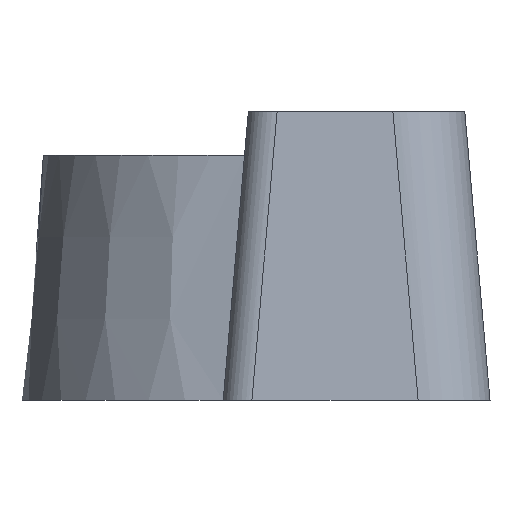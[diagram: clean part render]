
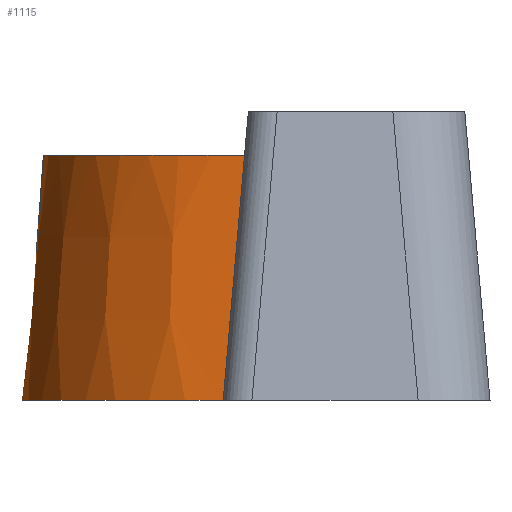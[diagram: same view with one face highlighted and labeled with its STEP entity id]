
A CAD part, front view. The second image highlights one B-rep face of the part: STEP entity #1115.
In plain terms, the highlighted conical face has half-angle 5 degrees and reference radius 14 mm.
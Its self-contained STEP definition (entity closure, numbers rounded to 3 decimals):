
#21=(
BOUNDED_CURVE()
B_SPLINE_CURVE(2,(#1935,#1936,#1937),.UNSPECIFIED.,.F.,.F.)
B_SPLINE_CURVE_WITH_KNOTS((3,3),(0.,0.698),.UNSPECIFIED.)
CURVE()
GEOMETRIC_REPRESENTATION_ITEM()
RATIONAL_B_SPLINE_CURVE((1.,1.,1.))
REPRESENTATION_ITEM('')
);
#24=(
BOUNDED_CURVE()
B_SPLINE_CURVE(2,(#1945,#1946,#1947),.UNSPECIFIED.,.F.,.F.)
B_SPLINE_CURVE_WITH_KNOTS((3,3),(0.313,1.011),
 .UNSPECIFIED.)
CURVE()
GEOMETRIC_REPRESENTATION_ITEM()
RATIONAL_B_SPLINE_CURVE((1.,1.,1.))
REPRESENTATION_ITEM('')
);
#25=(
BOUNDED_CURVE()
B_SPLINE_CURVE(2,(#1965,#1966,#1967),.UNSPECIFIED.,.F.,.F.)
B_SPLINE_CURVE_WITH_KNOTS((3,3),(-1.886,-0.19),
 .UNSPECIFIED.)
CURVE()
GEOMETRIC_REPRESENTATION_ITEM()
RATIONAL_B_SPLINE_CURVE((1.,1.,1.))
REPRESENTATION_ITEM('')
);
#26=(
BOUNDED_CURVE()
B_SPLINE_CURVE(2,(#1984,#1985,#1986),.UNSPECIFIED.,.F.,.F.)
B_SPLINE_CURVE_WITH_KNOTS((3,3),(-1.886,-0.19),
 .UNSPECIFIED.)
CURVE()
GEOMETRIC_REPRESENTATION_ITEM()
RATIONAL_B_SPLINE_CURVE((1.,1.,1.))
REPRESENTATION_ITEM('')
);
#172=FACE_OUTER_BOUND('',#241,.T.);
#241=EDGE_LOOP('',(#1019,#1020,#1021,#1022,#1023,#1024,#1025,#1026));
#425=CIRCLE('',#1159,14.875);
#441=CIRCLE('',#1229,14.262);
#443=CIRCLE('',#1231,14.262);
#453=CIRCLE('',#1273,15.75);
#457=VERTEX_POINT('',#1649);
#458=VERTEX_POINT('',#1650);
#524=VERTEX_POINT('',#1844);
#525=VERTEX_POINT('',#1846);
#528=VERTEX_POINT('',#1852);
#529=VERTEX_POINT('',#1854);
#555=VERTEX_POINT('',#1964);
#559=VERTEX_POINT('',#1982);
#565=EDGE_CURVE('',#457,#458,#425,.T.);
#660=EDGE_CURVE('',#525,#524,#441,.T.);
#664=EDGE_CURVE('',#529,#528,#443,.T.);
#698=EDGE_CURVE('',#458,#525,#21,.T.);
#701=EDGE_CURVE('',#528,#457,#24,.T.);
#709=EDGE_CURVE('',#529,#555,#25,.T.);
#718=EDGE_CURVE('',#524,#559,#26,.T.);
#719=EDGE_CURVE('',#559,#555,#453,.T.);
#1019=ORIENTED_EDGE('',*,*,#660,.T.);
#1020=ORIENTED_EDGE('',*,*,#718,.T.);
#1021=ORIENTED_EDGE('',*,*,#719,.T.);
#1022=ORIENTED_EDGE('',*,*,#709,.F.);
#1023=ORIENTED_EDGE('',*,*,#664,.T.);
#1024=ORIENTED_EDGE('',*,*,#701,.T.);
#1025=ORIENTED_EDGE('',*,*,#565,.T.);
#1026=ORIENTED_EDGE('',*,*,#698,.T.);
#1054=CONICAL_SURFACE('',#1272,14.,0.087);
#1115=ADVANCED_FACE('',(#172),#1054,.T.);
#1159=AXIS2_PLACEMENT_3D('',#1651,#1305,#1306);
#1229=AXIS2_PLACEMENT_3D('',#1847,#1504,#1505);
#1231=AXIS2_PLACEMENT_3D('',#1855,#1510,#1511);
#1272=AXIS2_PLACEMENT_3D('',#1987,#1617,#1618);
#1273=AXIS2_PLACEMENT_3D('',#1988,#1619,#1620);
#1305=DIRECTION('center_axis',(0.,0.,-1.));
#1306=DIRECTION('ref_axis',(1.,0.,0.));
#1504=DIRECTION('center_axis',(0.,0.,-1.));
#1505=DIRECTION('ref_axis',(1.,0.,0.));
#1510=DIRECTION('center_axis',(0.,0.,-1.));
#1511=DIRECTION('ref_axis',(1.,0.,0.));
#1617=DIRECTION('center_axis',(0.,0.,-1.));
#1618=DIRECTION('ref_axis',(-1.,0.,0.));
#1619=DIRECTION('center_axis',(0.,0.,1.));
#1620=DIRECTION('ref_axis',(1.,0.,0.));
#1649=CARTESIAN_POINT('',(280.339,36.972,-10.));
#1650=CARTESIAN_POINT('',(284.028,44.799,-10.));
#1651=CARTESIAN_POINT('Origin',(295.057,34.818,-10.));
#1844=CARTESIAN_POINT('',(294.795,49.078,-3.));
#1846=CARTESIAN_POINT('',(285.06,44.99,-3.));
#1847=CARTESIAN_POINT('Origin',(295.057,34.818,-3.));
#1852=CARTESIAN_POINT('',(280.849,36.055,-3.));
#1854=CARTESIAN_POINT('',(294.795,20.558,-3.));
#1855=CARTESIAN_POINT('Origin',(295.057,34.818,-3.));
#1935=CARTESIAN_POINT('Ctrl Pts',(284.028,44.799,-10.));
#1936=CARTESIAN_POINT('Ctrl Pts',(284.548,44.903,-6.392));
#1937=CARTESIAN_POINT('Ctrl Pts',(285.06,44.99,-3.));
#1945=CARTESIAN_POINT('Ctrl Pts',(280.849,36.055,-3.));
#1946=CARTESIAN_POINT('Ctrl Pts',(280.59,36.505,-6.392));
#1947=CARTESIAN_POINT('Ctrl Pts',(280.339,36.972,-10.));
#1964=CARTESIAN_POINT('',(293.308,19.165,-20.));
#1965=CARTESIAN_POINT('Ctrl Pts',(294.795,20.558,-3.));
#1966=CARTESIAN_POINT('Ctrl Pts',(294.086,19.862,-11.104));
#1967=CARTESIAN_POINT('Ctrl Pts',(293.308,19.165,-20.));
#1982=CARTESIAN_POINT('',(293.308,50.47,-20.));
#1984=CARTESIAN_POINT('Ctrl Pts',(294.795,49.078,-3.));
#1985=CARTESIAN_POINT('Ctrl Pts',(294.086,49.774,-11.104));
#1986=CARTESIAN_POINT('Ctrl Pts',(293.308,50.47,-20.));
#1987=CARTESIAN_POINT('Origin',(295.057,34.818,0.));
#1988=CARTESIAN_POINT('Origin',(295.057,34.818,-20.));
